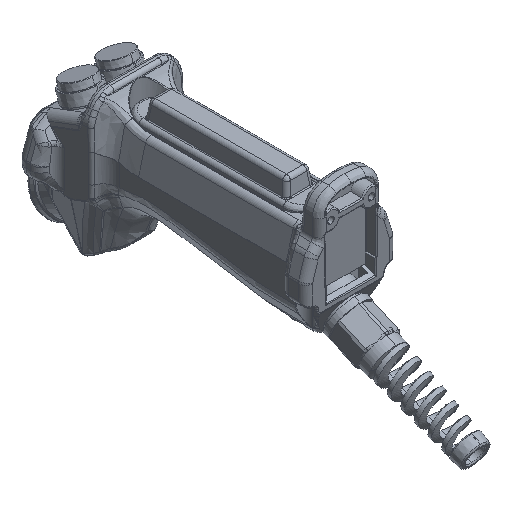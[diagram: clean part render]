
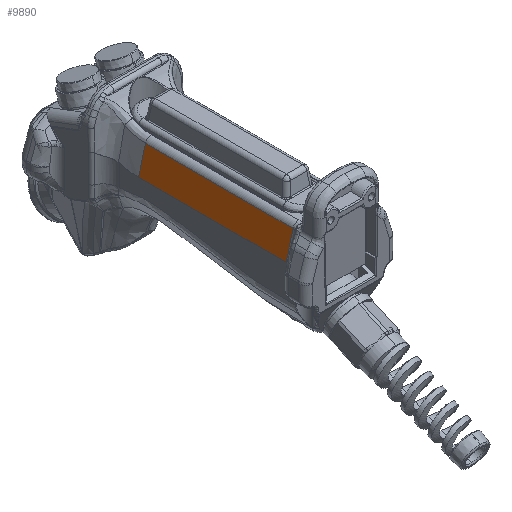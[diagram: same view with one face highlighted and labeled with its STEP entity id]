
A CAD part, isometric view. The second image highlights one B-rep face of the part: STEP entity #9890.
In plain terms, the highlighted planar face has unit normal (-0.966, 0, 0.258).
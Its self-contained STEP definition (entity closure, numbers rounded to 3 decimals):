
#9890 = ADVANCED_FACE ( 'NONE', ( #33603 ), #45665, .F. ) ;
#11408 = EDGE_CURVE ( 'NONE', #12062, #12107, #62795, .T. ) ;
#11410 = EDGE_CURVE ( 'NONE', #12108, #12062, #62805, .T. ) ;
#11588 = EDGE_CURVE ( 'NONE', #12107, #12246, #65037, .T. ) ;
#11602 = EDGE_CURVE ( 'NONE', #12246, #12108, #65132, .T. ) ;
#12062 = VERTEX_POINT ( 'NONE', #15502 ) ;
#12107 = VERTEX_POINT ( 'NONE', #15547 ) ;
#12108 = VERTEX_POINT ( 'NONE', #15548 ) ;
#12246 = VERTEX_POINT ( 'NONE', #15686 ) ;
#13534 = ORIENTED_EDGE ( 'NONE', *, *, #11410, .F. ) ;
#13535 = ORIENTED_EDGE ( 'NONE', *, *, #11588, .F. ) ;
#13536 = ORIENTED_EDGE ( 'NONE', *, *, #11602, .F. ) ;
#13537 = ORIENTED_EDGE ( 'NONE', *, *, #11408, .F. ) ;
#15502 = CARTESIAN_POINT ( 'NONE',  ( -13.054, -54.537, 4.773 ) ) ;
#15547 = CARTESIAN_POINT ( 'NONE',  ( -16.45, -54.537, -7.962 ) ) ;
#15548 = CARTESIAN_POINT ( 'NONE',  ( -13.054, 18.142, 4.773 ) ) ;
#15686 = CARTESIAN_POINT ( 'NONE',  ( -16.45, 18.142, -7.962 ) ) ;
#17090 = EDGE_LOOP ( 'NONE', ( #13534, #13536, #13535, #13537 ) ) ;
#33599 = AXIS2_PLACEMENT_3D ( 'NONE', #45666, #45667, #45668 ) ;
#33603 = FACE_OUTER_BOUND ( 'NONE', #17090, .T. ) ;
#45665 = PLANE ( 'NONE',  #33599 ) ;
#45666 = CARTESIAN_POINT ( 'NONE',  ( -13.054, -54.537, 4.773 ) ) ;
#45667 = DIRECTION ( 'NONE',  ( 0.966, 0., -0.258 ) ) ;
#45668 = DIRECTION ( 'NONE',  ( -0.258, 0., -0.966 ) ) ;
#58207 = VECTOR ( 'NONE', #62797, 1000. ) ;
#58209 = VECTOR ( 'NONE', #62807, 1000. ) ;
#58358 = VECTOR ( 'NONE', #65039, 1000. ) ;
#58370 = VECTOR ( 'NONE', #65134, 1000. ) ;
#62795 = LINE ( 'NONE', #62796, #58207 ) ;
#62796 = CARTESIAN_POINT ( 'NONE',  ( -14.752, -54.537, -1.595 ) ) ;
#62797 = DIRECTION ( 'NONE',  ( -0.258, 0., -0.966 ) ) ;
#62805 = LINE ( 'NONE', #62806, #58209 ) ;
#62806 = CARTESIAN_POINT ( 'NONE',  ( -13.054, -18.198, 4.773 ) ) ;
#62807 = DIRECTION ( 'NONE',  ( 0., -1., 0. ) ) ;
#65037 = LINE ( 'NONE', #65038, #58358 ) ;
#65038 = CARTESIAN_POINT ( 'NONE',  ( -16.45, -18.198, -7.962 ) ) ;
#65039 = DIRECTION ( 'NONE',  ( 0., 1., 0. ) ) ;
#65132 = LINE ( 'NONE', #65133, #58370 ) ;
#65133 = CARTESIAN_POINT ( 'NONE',  ( -14.766, 18.142, -1.647 ) ) ;
#65134 = DIRECTION ( 'NONE',  ( 0.258, 0., 0.966 ) ) ;
